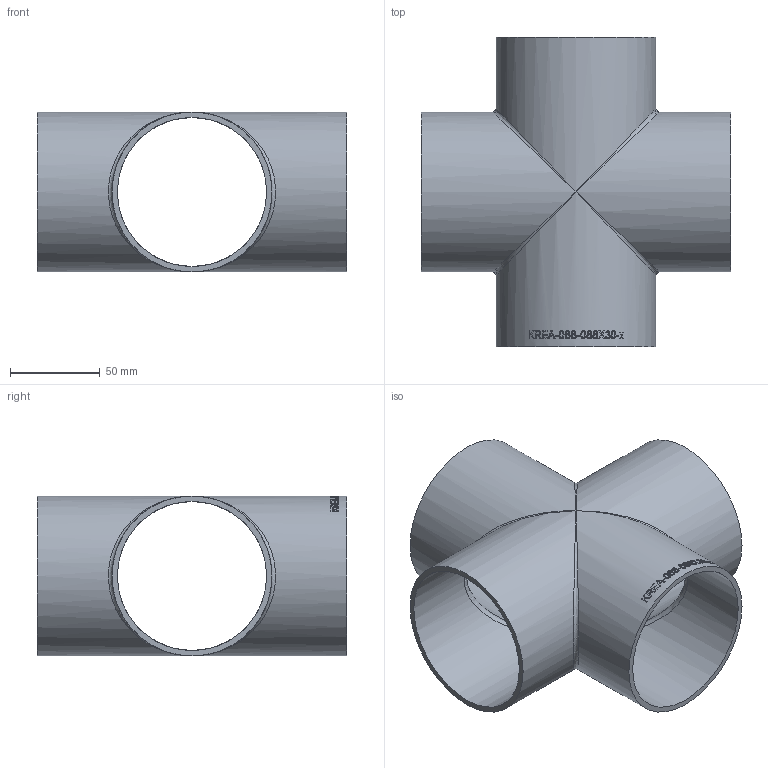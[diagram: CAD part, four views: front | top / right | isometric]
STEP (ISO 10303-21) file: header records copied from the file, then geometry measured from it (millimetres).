
FILE_DESCRIPTION (( 'STEP AP214' ), '1' );
FILE_NAME ('KREA-088-088X30-x Kreuz-Stück 2005.STEP', '2020-05-12T12:56:01', ( '' ), ( '' ), 'SwSTEP 2.0', 'SolidWorks 2019', '' );
FILE_SCHEMA (( 'AUTOMOTIVE_DESIGN' ));
Length unit declared in the file: millimetre
Products named in the file (1): KREA-088-088X30-x Kreuz-Stück 2005
Bounding box: 172 x 172 x 88.9 mm (x, y, z)
Volume: 189080.3 mm3; surface area: 129215.2 mm2
Topology: 1 solids, 1 shells, 260 faces, 681 edges, 434 vertices
Faces by surface type: bspline 165, plane 57, cylinder 38
Full cylindrical faces by diameter (mm): 82.9 x4, 88.9 x4
Entity records: 33097 total; most frequent: CARTESIAN_POINT 25752, ORIENTED_EDGE 1308, EDGE_CURVE 654, B_SPLINE_CURVE_WITH_KNOTS 490, VERTEX_POINT 432, DIRECTION 418, EDGE_LOOP 302, FACE_OUTER_BOUND 268
